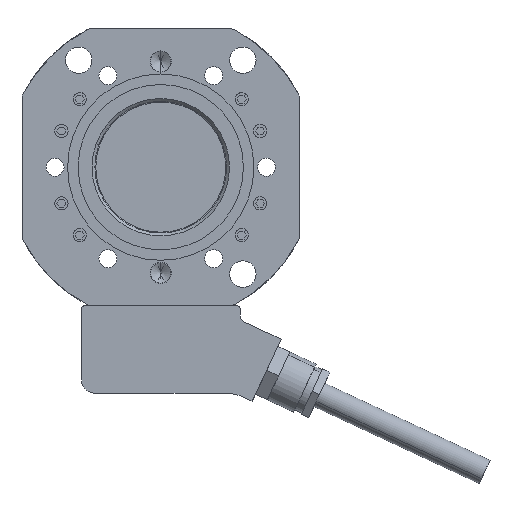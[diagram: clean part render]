
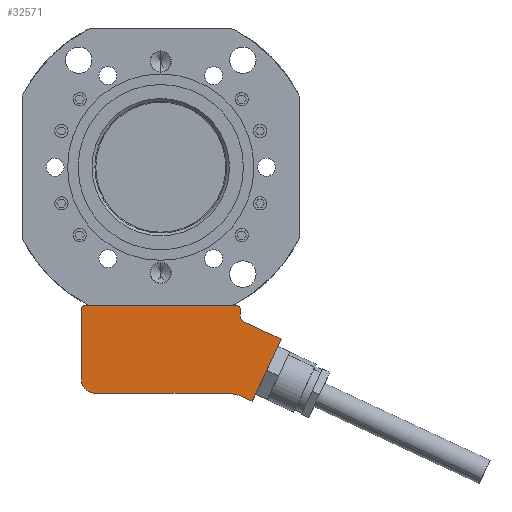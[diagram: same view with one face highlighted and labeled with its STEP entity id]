
A CAD part, front view. The second image highlights one B-rep face of the part: STEP entity #32571.
In plain terms, the highlighted planar face has unit normal (0, -1, 0).
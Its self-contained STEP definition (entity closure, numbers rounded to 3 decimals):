
#149 = LINE ( 'NONE', #3331, #14812 ) ;
#305 = LINE ( 'NONE', #10921, #6788 ) ;
#347 = CIRCLE ( 'NONE', #23059, 5. ) ;
#950 = DIRECTION ( 'NONE',  ( 0., 0., 1. ) ) ;
#992 = DIRECTION ( 'NONE',  ( 0., 0., 1. ) ) ;
#1368 = AXIS2_PLACEMENT_3D ( 'NONE', #22069, #5556, #24814 ) ;
#1784 = CIRCLE ( 'NONE', #30329, 1. ) ;
#2348 = DIRECTION ( 'NONE',  ( 0., 0., 1. ) ) ;
#2938 = VERTEX_POINT ( 'NONE', #15073 ) ;
#3105 = CIRCLE ( 'NONE', #28120, 18.5 ) ;
#3331 = CARTESIAN_POINT ( 'NONE',  ( -30., -23.5, -52.5 ) ) ;
#3566 = FACE_OUTER_BOUND ( 'NONE', #18398, .T. ) ;
#3839 = CARTESIAN_POINT ( 'NONE',  ( 24., -23.5, -104. ) ) ;
#4205 = VECTOR ( 'NONE', #10942, 1000. ) ;
#4226 = CARTESIAN_POINT ( 'NONE',  ( 30., -23.5, -86.5 ) ) ;
#4928 = CARTESIAN_POINT ( 'NONE',  ( 34.532, -23.5, -88.613 ) ) ;
#5065 = LINE ( 'NONE', #30190, #4205 ) ;
#5180 = VERTEX_POINT ( 'NONE', #12695 ) ;
#5373 = EDGE_CURVE ( 'NONE', #15796, #22490, #6970, .T. ) ;
#5556 = DIRECTION ( 'NONE',  ( 0., -1., 0. ) ) ;
#5675 = EDGE_CURVE ( 'NONE', #5180, #2938, #28480, .T. ) ;
#5817 = ORIENTED_EDGE ( 'NONE', *, *, #32135, .T. ) ;
#6309 = CARTESIAN_POINT ( 'NONE',  ( 31.732, -23.5, -58.62 ) ) ;
#6420 = CARTESIAN_POINT ( 'NONE',  ( -30., -23.5, -97.5 ) ) ;
#6499 = VECTOR ( 'NONE', #24676, 1000. ) ;
#6621 = DIRECTION ( 'NONE',  ( 0., 0., 1. ) ) ;
#6788 = VECTOR ( 'NONE', #21976, 1000. ) ;
#6970 = CIRCLE ( 'NONE', #1368, 1. ) ;
#7320 = VECTOR ( 'NONE', #17959, 1000. ) ;
#7831 = ORIENTED_EDGE ( 'NONE', *, *, #11550, .T. ) ;
#8147 = EDGE_CURVE ( 'NONE', #34444, #9532, #305, .T. ) ;
#8646 = CARTESIAN_POINT ( 'NONE',  ( 29., -23.5, -53.5 ) ) ;
#9354 = VECTOR ( 'NONE', #29919, 1000. ) ;
#9532 = VERTEX_POINT ( 'NONE', #6309 ) ;
#9932 = CARTESIAN_POINT ( 'NONE',  ( 30., -23.5, -86.5 ) ) ;
#10414 = EDGE_CURVE ( 'NONE', #29126, #27460, #1784, .T. ) ;
#10921 = CARTESIAN_POINT ( 'NONE',  ( 45.52, -23.5, -65.049 ) ) ;
#10942 = DIRECTION ( 'NONE',  ( 0.423, 0., 0.906 ) ) ;
#11424 = DIRECTION ( 'NONE',  ( 0., 0., 1. ) ) ;
#11550 = EDGE_CURVE ( 'NONE', #21384, #31929, #30156, .T. ) ;
#12624 = CARTESIAN_POINT ( 'NONE',  ( -30., -23.5, -53.5 ) ) ;
#12695 = CARTESIAN_POINT ( 'NONE',  ( -25., -23.5, -85.5 ) ) ;
#13279 = DIRECTION ( 'NONE',  ( 0., 1., 0. ) ) ;
#14495 = EDGE_CURVE ( 'NONE', #25690, #22490, #18757, .T. ) ;
#14812 = VECTOR ( 'NONE', #22618, 1000. ) ;
#15073 = CARTESIAN_POINT ( 'NONE',  ( 24., -23.5, -85.5 ) ) ;
#15796 = VERTEX_POINT ( 'NONE', #25725 ) ;
#16931 = ORIENTED_EDGE ( 'NONE', *, *, #24401, .T. ) ;
#17454 = DIRECTION ( 'NONE',  ( 0., -1., 0. ) ) ;
#17498 = DIRECTION ( 'NONE',  ( 0., 1., 0. ) ) ;
#17959 = DIRECTION ( 'NONE',  ( 0.906, 0., -0.423 ) ) ;
#18398 = EDGE_LOOP ( 'NONE', ( #16931, #19340, #5817, #30036, #32488, #24584, #31959, #20140, #7831, #31042, #22904, #29571 ) ) ;
#18757 = LINE ( 'NONE', #21629, #33424 ) ;
#19340 = ORIENTED_EDGE ( 'NONE', *, *, #10414, .T. ) ;
#19984 = CARTESIAN_POINT ( 'NONE',  ( 30., -23.5, -53.5 ) ) ;
#20140 = ORIENTED_EDGE ( 'NONE', *, *, #32974, .T. ) ;
#20963 = CIRCLE ( 'NONE', #35100, 3. ) ;
#21350 = VERTEX_POINT ( 'NONE', #23624 ) ;
#21384 = VERTEX_POINT ( 'NONE', #9932 ) ;
#21629 = CARTESIAN_POINT ( 'NONE',  ( -30., -23.5, -97.5 ) ) ;
#21918 = CARTESIAN_POINT ( 'NONE',  ( -30., -23.5, -85.5 ) ) ;
#21976 = DIRECTION ( 'NONE',  ( -0.906, 0., 0.423 ) ) ;
#22069 = CARTESIAN_POINT ( 'NONE',  ( -29., -23.5, -53.5 ) ) ;
#22490 = VERTEX_POINT ( 'NONE', #12624 ) ;
#22618 = DIRECTION ( 'NONE',  ( -1., 0., 0. ) ) ;
#22904 = ORIENTED_EDGE ( 'NONE', *, *, #8147, .T. ) ;
#23059 = AXIS2_PLACEMENT_3D ( 'NONE', #33979, #17454, #950 ) ;
#23114 = DIRECTION ( 'NONE',  ( 0., 1., 0. ) ) ;
#23403 = EDGE_CURVE ( 'NONE', #25690, #5180, #347, .T. ) ;
#23624 = CARTESIAN_POINT ( 'NONE',  ( 30., -23.5, -55.901 ) ) ;
#23988 = LINE ( 'NONE', #27132, #9354 ) ;
#24022 = EDGE_CURVE ( 'NONE', #31929, #34444, #5065, .T. ) ;
#24401 = EDGE_CURVE ( 'NONE', #21350, #29126, #23988, .T. ) ;
#24584 = ORIENTED_EDGE ( 'NONE', *, *, #23403, .T. ) ;
#24676 = DIRECTION ( 'NONE',  ( 1., 0., 0. ) ) ;
#24814 = DIRECTION ( 'NONE',  ( 0., 0., 1. ) ) ;
#24827 = EDGE_CURVE ( 'NONE', #9532, #21350, #20963, .T. ) ;
#25690 = VERTEX_POINT ( 'NONE', #28487 ) ;
#25725 = CARTESIAN_POINT ( 'NONE',  ( -29., -23.5, -52.5 ) ) ;
#26968 = AXIS2_PLACEMENT_3D ( 'NONE', #6420, #17498, #992 ) ;
#27132 = CARTESIAN_POINT ( 'NONE',  ( 30., -23.5, -52.5 ) ) ;
#27460 = VERTEX_POINT ( 'NONE', #35110 ) ;
#27676 = CARTESIAN_POINT ( 'NONE',  ( 45.52, -23.5, -65.049 ) ) ;
#27902 = DIRECTION ( 'NONE',  ( 0., -1., 0. ) ) ;
#28120 = AXIS2_PLACEMENT_3D ( 'NONE', #3839, #23114, #6621 ) ;
#28480 = LINE ( 'NONE', #21918, #6499 ) ;
#28487 = CARTESIAN_POINT ( 'NONE',  ( -30., -23.5, -80.5 ) ) ;
#29126 = VERTEX_POINT ( 'NONE', #19984 ) ;
#29571 = ORIENTED_EDGE ( 'NONE', *, *, #24827, .T. ) ;
#29769 = CARTESIAN_POINT ( 'NONE',  ( 33., -23.5, -55.901 ) ) ;
#29919 = DIRECTION ( 'NONE',  ( 0., 0., 1. ) ) ;
#30036 = ORIENTED_EDGE ( 'NONE', *, *, #5373, .T. ) ;
#30156 = LINE ( 'NONE', #4226, #7320 ) ;
#30190 = CARTESIAN_POINT ( 'NONE',  ( 34.532, -23.5, -88.613 ) ) ;
#30329 = AXIS2_PLACEMENT_3D ( 'NONE', #8646, #27902, #11424 ) ;
#31042 = ORIENTED_EDGE ( 'NONE', *, *, #24022, .T. ) ;
#31929 = VERTEX_POINT ( 'NONE', #4928 ) ;
#31959 = ORIENTED_EDGE ( 'NONE', *, *, #5675, .T. ) ;
#32135 = EDGE_CURVE ( 'NONE', #27460, #15796, #149, .T. ) ;
#32488 = ORIENTED_EDGE ( 'NONE', *, *, #14495, .F. ) ;
#32549 = DIRECTION ( 'NONE',  ( 0., 0., -1. ) ) ;
#32571 = ADVANCED_FACE ( 'NONE', ( #3566 ), #34017, .F. ) ;
#32974 = EDGE_CURVE ( 'NONE', #2938, #21384, #3105, .T. ) ;
#33424 = VECTOR ( 'NONE', #2348, 1000. ) ;
#33979 = CARTESIAN_POINT ( 'NONE',  ( -25., -23.5, -80.5 ) ) ;
#34017 = PLANE ( 'NONE',  #26968 ) ;
#34444 = VERTEX_POINT ( 'NONE', #27676 ) ;
#35100 = AXIS2_PLACEMENT_3D ( 'NONE', #29769, #13279, #32549 ) ;
#35110 = CARTESIAN_POINT ( 'NONE',  ( 29., -23.5, -52.5 ) ) ;
